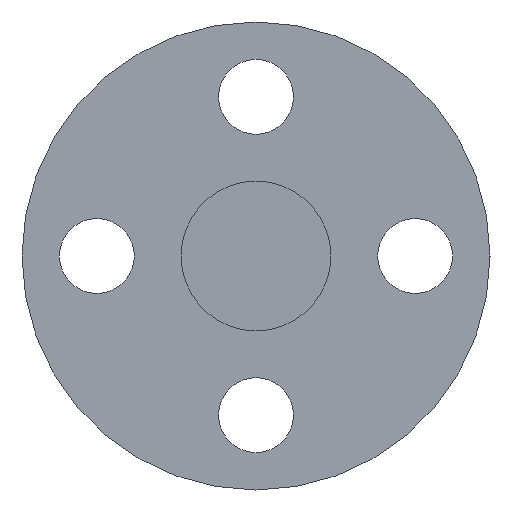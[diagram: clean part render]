
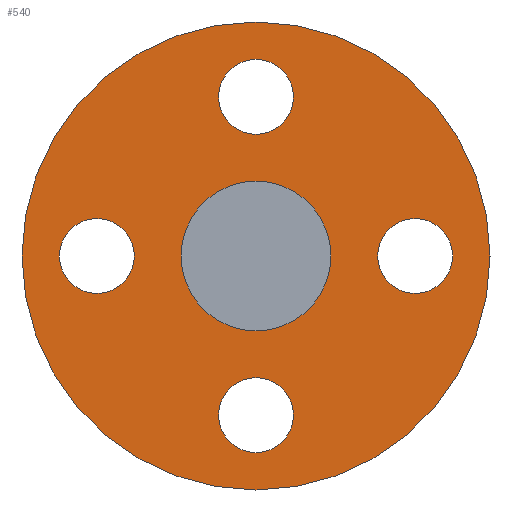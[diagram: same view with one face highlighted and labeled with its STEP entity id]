
A CAD part, left-side view. The second image highlights one B-rep face of the part: STEP entity #540.
In plain terms, the highlighted planar face has unit normal (-1, 0, 0).
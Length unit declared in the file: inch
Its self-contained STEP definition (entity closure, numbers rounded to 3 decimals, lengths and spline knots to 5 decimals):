
#4 = CIRCLE ( 'NONE', #311, 0.5 ) ;
#7 = DIRECTION ( 'NONE',  ( -1., 0., 0. ) ) ;
#10 = DIRECTION ( 'NONE',  ( 0., 0., 1. ) ) ;
#16 = CARTESIAN_POINT ( 'NONE',  ( 0.25, 0., -1.625 ) ) ;
#19 = EDGE_LOOP ( 'NONE', ( #349, #136 ) ) ;
#24 = AXIS2_PLACEMENT_3D ( 'NONE', #516, #66, #554 ) ;
#26 = CIRCLE ( 'NONE', #112, 0.5 ) ;
#42 = CARTESIAN_POINT ( 'NONE',  ( 0.25, 0., 1. ) ) ;
#46 = CARTESIAN_POINT ( 'NONE',  ( 0.25, 0., 2.625 ) ) ;
#55 = DIRECTION ( 'NONE',  ( -1., 0., 0. ) ) ;
#56 = CARTESIAN_POINT ( 'NONE',  ( 0.25, 0., -2.625 ) ) ;
#65 = EDGE_CURVE ( 'NONE', #287, #296, #164, .T. ) ;
#66 = DIRECTION ( 'NONE',  ( -1., 0., 0. ) ) ;
#71 = CARTESIAN_POINT ( 'NONE',  ( 0.25, -2.625, 0. ) ) ;
#74 = EDGE_LOOP ( 'NONE', ( #271, #208 ) ) ;
#80 = ORIENTED_EDGE ( 'NONE', *, *, #388, .F. ) ;
#83 = VERTEX_POINT ( 'NONE', #96 ) ;
#91 = CARTESIAN_POINT ( 'NONE',  ( 0.25, 0., 3.125 ) ) ;
#92 = VERTEX_POINT ( 'NONE', #188 ) ;
#96 = CARTESIAN_POINT ( 'NONE',  ( 0.25, 2.125, 0.5 ) ) ;
#99 = DIRECTION ( 'NONE',  ( 0., 0., 1. ) ) ;
#101 = AXIS2_PLACEMENT_3D ( 'NONE', #191, #358, #232 ) ;
#102 = AXIS2_PLACEMENT_3D ( 'NONE', #444, #522, #224 ) ;
#103 = EDGE_CURVE ( 'NONE', #316, #357, #343, .T. ) ;
#104 = EDGE_CURVE ( 'NONE', #479, #83, #484, .T. ) ;
#108 = CARTESIAN_POINT ( 'NONE',  ( 0.25, 0., 0. ) ) ;
#112 = AXIS2_PLACEMENT_3D ( 'NONE', #243, #418, #371 ) ;
#127 = DIRECTION ( 'NONE',  ( 0., 0., 1. ) ) ;
#128 = CIRCLE ( 'NONE', #408, 0.5 ) ;
#131 = CARTESIAN_POINT ( 'NONE',  ( 0.25, 0., -3.125 ) ) ;
#132 = CARTESIAN_POINT ( 'NONE',  ( 0.25, 0., -2.125 ) ) ;
#136 = ORIENTED_EDGE ( 'NONE', *, *, #104, .F. ) ;
#137 = DIRECTION ( 'NONE',  ( -1., 0., 0. ) ) ;
#154 = AXIS2_PLACEMENT_3D ( 'NONE', #295, #548, #505 ) ;
#164 = CIRCLE ( 'NONE', #471, 0.5 ) ;
#165 = CARTESIAN_POINT ( 'NONE',  ( 0.25, 2.125, -0.5 ) ) ;
#169 = VERTEX_POINT ( 'NONE', #42 ) ;
#179 = AXIS2_PLACEMENT_3D ( 'NONE', #306, #7, #99 ) ;
#181 = FACE_BOUND ( 'NONE', #489, .T. ) ;
#184 = DIRECTION ( 'NONE',  ( -1., 0., 0. ) ) ;
#188 = CARTESIAN_POINT ( 'NONE',  ( 0.25, 0., 1.625 ) ) ;
#189 = DIRECTION ( 'NONE',  ( -1., 0., 0. ) ) ;
#191 = CARTESIAN_POINT ( 'NONE',  ( 0.25, 2.125, 0. ) ) ;
#196 = VERTEX_POINT ( 'NONE', #46 ) ;
#201 = ORIENTED_EDGE ( 'NONE', *, *, #476, .F. ) ;
#204 = CIRCLE ( 'NONE', #24, 3.125 ) ;
#208 = ORIENTED_EDGE ( 'NONE', *, *, #103, .T. ) ;
#211 = EDGE_CURVE ( 'NONE', #238, #231, #491, .T. ) ;
#218 = CARTESIAN_POINT ( 'NONE',  ( 0.25, -2.125, 0. ) ) ;
#224 = DIRECTION ( 'NONE',  ( 0., 0., 1. ) ) ;
#230 = FACE_OUTER_BOUND ( 'NONE', #74, .T. ) ;
#231 = VERTEX_POINT ( 'NONE', #71 ) ;
#232 = DIRECTION ( 'NONE',  ( 0., -1., 0. ) ) ;
#234 = AXIS2_PLACEMENT_3D ( 'NONE', #353, #184, #263 ) ;
#238 = VERTEX_POINT ( 'NONE', #523 ) ;
#243 = CARTESIAN_POINT ( 'NONE',  ( 0.25, 0., 2.125 ) ) ;
#257 = PLANE ( 'NONE',  #179 ) ;
#263 = DIRECTION ( 'NONE',  ( 0., 1., 0. ) ) ;
#267 = CIRCLE ( 'NONE', #437, 1. ) ;
#271 = ORIENTED_EDGE ( 'NONE', *, *, #298, .T. ) ;
#276 = EDGE_LOOP ( 'NONE', ( #80, #372 ) ) ;
#287 = VERTEX_POINT ( 'NONE', #16 ) ;
#289 = ORIENTED_EDGE ( 'NONE', *, *, #510, .F. ) ;
#291 = DIRECTION ( 'NONE',  ( 0., 1., 0. ) ) ;
#295 = CARTESIAN_POINT ( 'NONE',  ( 0.25, 0., 2.125 ) ) ;
#296 = VERTEX_POINT ( 'NONE', #56 ) ;
#297 = FACE_BOUND ( 'NONE', #19, .T. ) ;
#298 = EDGE_CURVE ( 'NONE', #357, #316, #204, .T. ) ;
#300 = AXIS2_PLACEMENT_3D ( 'NONE', #108, #302, #402 ) ;
#302 = DIRECTION ( 'NONE',  ( -1., 0., 0. ) ) ;
#306 = CARTESIAN_POINT ( 'NONE',  ( 0.25, 0., 0. ) ) ;
#311 = AXIS2_PLACEMENT_3D ( 'NONE', #331, #340, #387 ) ;
#312 = EDGE_CURVE ( 'NONE', #196, #92, #362, .T. ) ;
#316 = VERTEX_POINT ( 'NONE', #131 ) ;
#319 = EDGE_CURVE ( 'NONE', #83, #479, #4, .T. ) ;
#320 = ORIENTED_EDGE ( 'NONE', *, *, #496, .F. ) ;
#327 = DIRECTION ( 'NONE',  ( -1., 0., 0. ) ) ;
#330 = CIRCLE ( 'NONE', #416, 1. ) ;
#331 = CARTESIAN_POINT ( 'NONE',  ( 0.25, 2.125, 0. ) ) ;
#340 = DIRECTION ( 'NONE',  ( -1., 0., 0. ) ) ;
#343 = CIRCLE ( 'NONE', #300, 3.125 ) ;
#348 = FACE_BOUND ( 'NONE', #276, .T. ) ;
#349 = ORIENTED_EDGE ( 'NONE', *, *, #319, .F. ) ;
#353 = CARTESIAN_POINT ( 'NONE',  ( 0.25, -2.125, 0. ) ) ;
#354 = EDGE_LOOP ( 'NONE', ( #320, #289 ) ) ;
#355 = FACE_BOUND ( 'NONE', #354, .T. ) ;
#357 = VERTEX_POINT ( 'NONE', #91 ) ;
#358 = DIRECTION ( 'NONE',  ( -1., 0., 0. ) ) ;
#362 = CIRCLE ( 'NONE', #154, 0.5 ) ;
#371 = DIRECTION ( 'NONE',  ( 0., 0., -1. ) ) ;
#372 = ORIENTED_EDGE ( 'NONE', *, *, #211, .F. ) ;
#374 = CARTESIAN_POINT ( 'NONE',  ( 0.25, 0., 0. ) ) ;
#387 = DIRECTION ( 'NONE',  ( 0., -1., 0. ) ) ;
#388 = EDGE_CURVE ( 'NONE', #231, #238, #128, .T. ) ;
#393 = EDGE_LOOP ( 'NONE', ( #508, #485 ) ) ;
#402 = DIRECTION ( 'NONE',  ( 0., 0., 1. ) ) ;
#405 = VERTEX_POINT ( 'NONE', #547 ) ;
#408 = AXIS2_PLACEMENT_3D ( 'NONE', #218, #137, #291 ) ;
#416 = AXIS2_PLACEMENT_3D ( 'NONE', #497, #327, #127 ) ;
#418 = DIRECTION ( 'NONE',  ( -1., 0., 0. ) ) ;
#437 = AXIS2_PLACEMENT_3D ( 'NONE', #374, #189, #10 ) ;
#444 = CARTESIAN_POINT ( 'NONE',  ( 0.25, 0., -2.125 ) ) ;
#465 = CIRCLE ( 'NONE', #102, 0.5 ) ;
#468 = DIRECTION ( 'NONE',  ( 0., 0., 1. ) ) ;
#471 = AXIS2_PLACEMENT_3D ( 'NONE', #132, #55, #468 ) ;
#472 = ORIENTED_EDGE ( 'NONE', *, *, #312, .F. ) ;
#476 = EDGE_CURVE ( 'NONE', #92, #196, #26, .T. ) ;
#479 = VERTEX_POINT ( 'NONE', #165 ) ;
#484 = CIRCLE ( 'NONE', #101, 0.5 ) ;
#485 = ORIENTED_EDGE ( 'NONE', *, *, #531, .F. ) ;
#489 = EDGE_LOOP ( 'NONE', ( #472, #201 ) ) ;
#491 = CIRCLE ( 'NONE', #234, 0.5 ) ;
#496 = EDGE_CURVE ( 'NONE', #169, #405, #330, .T. ) ;
#497 = CARTESIAN_POINT ( 'NONE',  ( 0.25, 0., 0. ) ) ;
#505 = DIRECTION ( 'NONE',  ( 0., 0., -1. ) ) ;
#508 = ORIENTED_EDGE ( 'NONE', *, *, #65, .F. ) ;
#510 = EDGE_CURVE ( 'NONE', #405, #169, #267, .T. ) ;
#516 = CARTESIAN_POINT ( 'NONE',  ( 0.25, 0., 0. ) ) ;
#522 = DIRECTION ( 'NONE',  ( -1., 0., 0. ) ) ;
#523 = CARTESIAN_POINT ( 'NONE',  ( 0.25, -1.625, 0. ) ) ;
#526 = FACE_BOUND ( 'NONE', #393, .T. ) ;
#531 = EDGE_CURVE ( 'NONE', #296, #287, #465, .T. ) ;
#540 = ADVANCED_FACE ( 'NONE', ( #297, #181, #348, #526, #230, #355 ), #257, .T. ) ;
#547 = CARTESIAN_POINT ( 'NONE',  ( 0.25, 0., -1. ) ) ;
#548 = DIRECTION ( 'NONE',  ( -1., 0., 0. ) ) ;
#554 = DIRECTION ( 'NONE',  ( 0., 0., 1. ) ) ;
